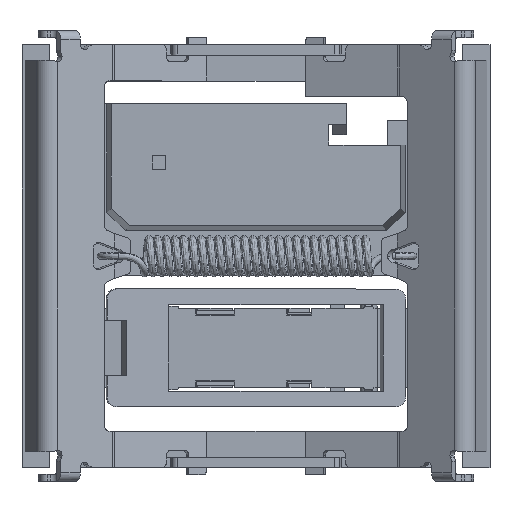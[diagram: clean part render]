
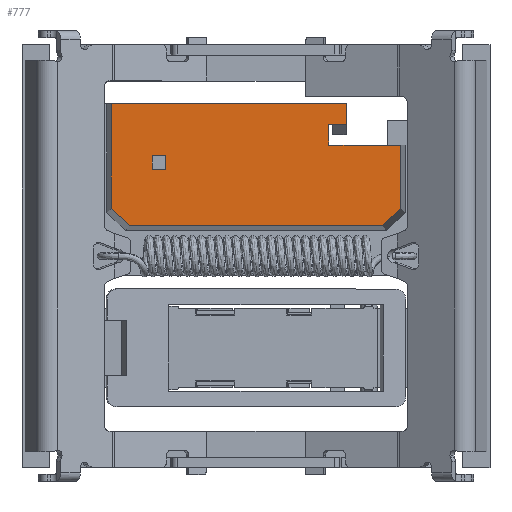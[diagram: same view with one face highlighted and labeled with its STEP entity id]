
A CAD part, top view. The second image highlights one B-rep face of the part: STEP entity #777.
In plain terms, the highlighted face is planar.
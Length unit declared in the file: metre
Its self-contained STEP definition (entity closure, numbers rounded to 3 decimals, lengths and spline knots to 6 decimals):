
#777=ADVANCED_FACE('',(#1695,#1696),#1697,.T.);
#1695=FACE_OUTER_BOUND('',#3100,.T.);
#1696=FACE_BOUND('',#3101,.T.);
#1697=PLANE('',#3102);
#3100=EDGE_LOOP('',(#9569,#9570,#9571,#9572,#9573,#9574,#9575,#9576,#9577,#9578));
#3101=EDGE_LOOP('',(#9579,#9580,#9581,#9582));
#3102=AXIS2_PLACEMENT_3D('',#9583,#9584,#9585);
#9569=ORIENTED_EDGE('',*,*,#14408,.T.);
#9570=ORIENTED_EDGE('',*,*,#14409,.F.);
#9571=ORIENTED_EDGE('',*,*,#14406,.T.);
#9572=ORIENTED_EDGE('',*,*,#14410,.F.);
#9573=ORIENTED_EDGE('',*,*,#14411,.T.);
#9574=ORIENTED_EDGE('',*,*,#14412,.F.);
#9575=ORIENTED_EDGE('',*,*,#14413,.T.);
#9576=ORIENTED_EDGE('',*,*,#14414,.T.);
#9577=ORIENTED_EDGE('',*,*,#14374,.F.);
#9578=ORIENTED_EDGE('',*,*,#14415,.F.);
#9579=ORIENTED_EDGE('',*,*,#14097,.F.);
#9580=ORIENTED_EDGE('',*,*,#14094,.F.);
#9581=ORIENTED_EDGE('',*,*,#14416,.F.);
#9582=ORIENTED_EDGE('',*,*,#14417,.F.);
#9583=CARTESIAN_POINT('',(0.0,0.0,-0.0007));
#9584=DIRECTION('',(0.0,0.0,-1.0));
#9585=DIRECTION('',(0.0,-1.0,0.0));
#14094=EDGE_CURVE('',#16464,#16466,#16467,.T.);
#14097=EDGE_CURVE('',#16466,#16470,#16471,.T.);
#14374=EDGE_CURVE('',#16954,#16956,#16957,.T.);
#14406=EDGE_CURVE('',#16996,#16994,#16997,.T.);
#14408=EDGE_CURVE('',#16999,#17000,#17001,.T.);
#14409=EDGE_CURVE('',#16996,#17000,#17002,.T.);
#14410=EDGE_CURVE('',#17003,#16994,#17004,.T.);
#14411=EDGE_CURVE('',#17003,#17005,#17006,.T.);
#14412=EDGE_CURVE('',#17007,#17005,#17008,.T.);
#14413=EDGE_CURVE('',#17007,#17009,#17010,.T.);
#14414=EDGE_CURVE('',#17009,#16956,#17011,.T.);
#14415=EDGE_CURVE('',#16999,#16954,#17012,.T.);
#14416=EDGE_CURVE('',#17013,#16464,#17014,.T.);
#14417=EDGE_CURVE('',#16470,#17013,#17015,.T.);
#16464=VERTEX_POINT('',#20050);
#16466=VERTEX_POINT('',#20053);
#16467=LINE('',#20054,#20055);
#16470=VERTEX_POINT('',#20060);
#16471=LINE('',#20061,#20062);
#16954=VERTEX_POINT('',#20798);
#16956=VERTEX_POINT('',#20801);
#16957=LINE('',#20802,#20803);
#16994=VERTEX_POINT('',#20870);
#16996=VERTEX_POINT('',#20873);
#16997=LINE('',#20874,#20875);
#16999=VERTEX_POINT('',#20878);
#17000=VERTEX_POINT('',#20879);
#17001=LINE('',#20880,#20881);
#17002=LINE('',#20882,#20883);
#17003=VERTEX_POINT('',#20884);
#17004=LINE('',#20885,#20886);
#17005=VERTEX_POINT('',#20887);
#17006=LINE('',#20888,#20889);
#17007=VERTEX_POINT('',#20890);
#17008=LINE('',#20891,#20892);
#17009=VERTEX_POINT('',#20893);
#17010=LINE('',#20894,#20895);
#17011=LINE('',#20896,#20897);
#17012=LINE('',#20898,#20899);
#17013=VERTEX_POINT('',#20900);
#17014=LINE('',#20901,#20902);
#17015=LINE('',#20903,#20904);
#20050=CARTESIAN_POINT('',(-0.003,-0.0025,-0.0007));
#20053=CARTESIAN_POINT('',(-0.0026,-0.0025,-0.0007));
#20054=CARTESIAN_POINT('',(0.0,-0.0025,-0.0007));
#20055=VECTOR('',#24784,1.0);
#20060=CARTESIAN_POINT('',(-0.0026,-0.0029,-0.0007));
#20061=CARTESIAN_POINT('',(-0.0026,0.0,-0.0007));
#20062=VECTOR('',#24787,1.0);
#20798=CARTESIAN_POINT('',(0.0021,-0.0032,-0.0007));
#20801=CARTESIAN_POINT('',(0.004177,-0.0032,-0.0007));
#20802=CARTESIAN_POINT('',(0.0,-0.0032,-0.0007));
#20803=VECTOR('',#25108,1.0);
#20870=CARTESIAN_POINT('',(-0.004177,-0.0044,-0.0007));
#20873=CARTESIAN_POINT('',(0.0026,-0.0044,-0.0007));
#20874=CARTESIAN_POINT('',(0.0043,-0.0044,-0.0007));
#20875=VECTOR('',#25140,1.0);
#20878=CARTESIAN_POINT('',(0.0021,-0.0038,-0.0007));
#20879=CARTESIAN_POINT('',(0.0026,-0.0038,-0.0007));
#20880=CARTESIAN_POINT('',(0.0026,-0.0038,-0.0007));
#20881=VECTOR('',#25142,1.0);
#20882=CARTESIAN_POINT('',(0.0026,0.0,-0.0007));
#20883=VECTOR('',#25143,1.0);
#20884=CARTESIAN_POINT('',(-0.004177,-0.001381,-0.0007));
#20885=CARTESIAN_POINT('',(-0.004177,-0.000039,-0.0007));
#20886=VECTOR('',#25144,1.0);
#20887=CARTESIAN_POINT('',(-0.003653,-0.000873,-0.0007));
#20888=CARTESIAN_POINT('',(-0.001333,0.001375,-0.0007));
#20889=VECTOR('',#25145,1.0);
#20890=CARTESIAN_POINT('',(0.003653,-0.000873,-0.0007));
#20891=CARTESIAN_POINT('',(0.,-0.000873,-0.0007));
#20892=VECTOR('',#25146,1.0);
#20893=CARTESIAN_POINT('',(0.004177,-0.001381,-0.0007));
#20894=CARTESIAN_POINT('',(0.001333,0.001375,-0.0007));
#20895=VECTOR('',#25147,1.0);
#20896=CARTESIAN_POINT('',(0.004177,-0.000039,-0.0007));
#20897=VECTOR('',#25148,1.0);
#20898=CARTESIAN_POINT('',(0.0021,0.0,-0.0007));
#20899=VECTOR('',#25149,1.0);
#20900=CARTESIAN_POINT('',(-0.003,-0.0029,-0.0007));
#20901=CARTESIAN_POINT('',(-0.003,0.0,-0.0007));
#20902=VECTOR('',#25150,1.0);
#20903=CARTESIAN_POINT('',(0.0,-0.0029,-0.0007));
#20904=VECTOR('',#25151,1.0);
#24784=DIRECTION('',(1.0,0.0,0.0));
#24787=DIRECTION('',(0.0,-1.0,0.0));
#25108=DIRECTION('',(1.0,0.0,0.0));
#25140=DIRECTION('',(-1.0,0.0,0.0));
#25142=DIRECTION('',(1.0,-0.0,-0.0));
#25143=DIRECTION('',(0.0,1.0,0.0));
#25144=DIRECTION('',(-0.0,-1.0,-0.0));
#25145=DIRECTION('',(0.718,0.696,-0.0));
#25146=DIRECTION('',(-1.0,0.,0.0));
#25147=DIRECTION('',(0.718,-0.696,-0.0));
#25148=DIRECTION('',(-0.0,-1.0,-0.0));
#25149=DIRECTION('',(0.0,1.0,0.0));
#25150=DIRECTION('',(0.0,1.0,0.0));
#25151=DIRECTION('',(-1.0,0.0,0.0));
